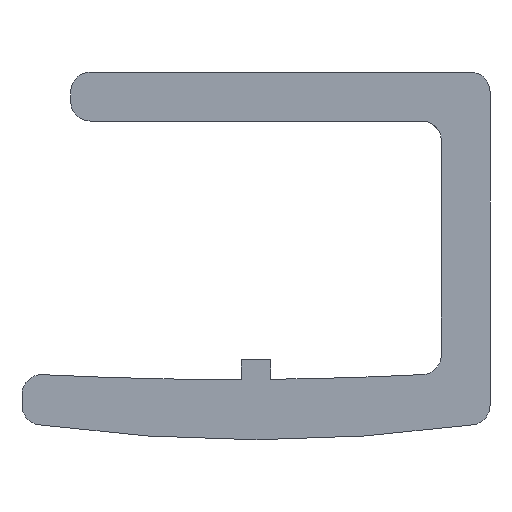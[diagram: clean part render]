
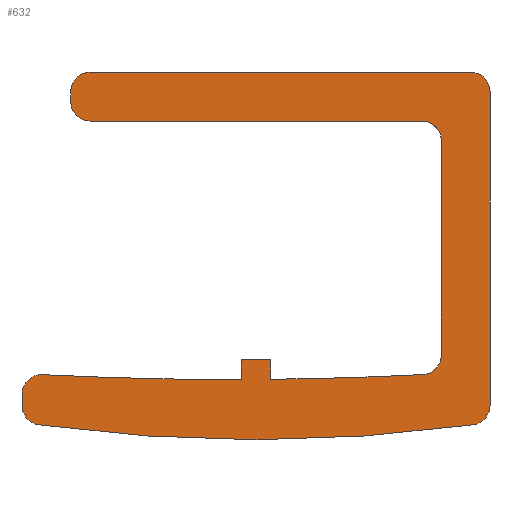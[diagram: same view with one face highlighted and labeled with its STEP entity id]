
A CAD part, front view. The second image highlights one B-rep face of the part: STEP entity #632.
In plain terms, the highlighted planar face has unit normal (0, -1, 0).
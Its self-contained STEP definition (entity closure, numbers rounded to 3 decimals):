
#58=FACE_OUTER_BOUND('',#89,.T.);
#89=EDGE_LOOP('',(#533,#534,#535,#536,#537,#538,#539,#540,#541,#542,#543,
#544,#545,#546,#547,#548,#549,#550,#551,#552));
#103=LINE('',#941,#160);
#109=LINE('',#953,#166);
#116=LINE('',#973,#173);
#121=LINE('',#982,#178);
#131=LINE('',#1026,#188);
#138=LINE('',#1045,#195);
#141=LINE('',#1057,#198);
#144=LINE('',#1061,#201);
#145=LINE('',#1064,#202);
#160=VECTOR('',#753,10.);
#166=VECTOR('',#763,10.);
#173=VECTOR('',#784,10.);
#178=VECTOR('',#793,10.);
#188=VECTOR('',#837,10.);
#195=VECTOR('',#860,10.);
#198=VECTOR('',#873,10.);
#201=VECTOR('',#878,10.);
#202=VECTOR('',#881,10.);
#212=CIRCLE('',#668,2.);
#214=CIRCLE('',#672,2.);
#215=CIRCLE('',#677,2.);
#226=CIRCLE('',#691,2.);
#227=CIRCLE('',#694,2.);
#228=CIRCLE('',#696,2.);
#229=CIRCLE('',#699,2.);
#230=CIRCLE('',#702,2.);
#231=CIRCLE('',#704,383.272);
#232=CIRCLE('',#709,383.272);
#233=CIRCLE('',#712,162.239);
#252=VERTEX_POINT('',#938);
#253=VERTEX_POINT('',#940);
#256=VERTEX_POINT('',#950);
#257=VERTEX_POINT('',#952);
#260=VERTEX_POINT('',#960);
#262=VERTEX_POINT('',#968);
#263=VERTEX_POINT('',#972);
#265=VERTEX_POINT('',#980);
#280=VERTEX_POINT('',#1019);
#281=VERTEX_POINT('',#1020);
#282=VERTEX_POINT('',#1025);
#283=VERTEX_POINT('',#1029);
#284=VERTEX_POINT('',#1033);
#285=VERTEX_POINT('',#1039);
#286=VERTEX_POINT('',#1043);
#287=VERTEX_POINT('',#1047);
#288=VERTEX_POINT('',#1051);
#289=VERTEX_POINT('',#1055);
#290=VERTEX_POINT('',#1056);
#291=VERTEX_POINT('',#1063);
#313=EDGE_CURVE('',#252,#253,#103,.T.);
#319=EDGE_CURVE('',#256,#257,#109,.T.);
#323=EDGE_CURVE('',#253,#260,#212,.T.);
#328=EDGE_CURVE('',#262,#256,#214,.T.);
#329=EDGE_CURVE('',#260,#263,#116,.T.);
#334=EDGE_CURVE('',#265,#262,#121,.T.);
#335=EDGE_CURVE('',#263,#265,#215,.T.);
#353=EDGE_CURVE('',#280,#281,#226,.T.);
#356=EDGE_CURVE('',#281,#282,#131,.T.);
#358=EDGE_CURVE('',#282,#283,#227,.T.);
#360=EDGE_CURVE('',#257,#284,#228,.T.);
#364=EDGE_CURVE('',#285,#252,#229,.T.);
#366=EDGE_CURVE('',#286,#285,#138,.T.);
#368=EDGE_CURVE('',#287,#286,#230,.T.);
#370=EDGE_CURVE('',#288,#287,#231,.T.);
#371=EDGE_CURVE('',#289,#290,#141,.T.);
#374=EDGE_CURVE('',#290,#288,#144,.T.);
#375=EDGE_CURVE('',#291,#289,#145,.T.);
#377=EDGE_CURVE('',#283,#291,#232,.T.);
#378=EDGE_CURVE('',#284,#280,#233,.T.);
#533=ORIENTED_EDGE('',*,*,#335,.F.);
#534=ORIENTED_EDGE('',*,*,#329,.F.);
#535=ORIENTED_EDGE('',*,*,#323,.F.);
#536=ORIENTED_EDGE('',*,*,#313,.F.);
#537=ORIENTED_EDGE('',*,*,#364,.F.);
#538=ORIENTED_EDGE('',*,*,#366,.F.);
#539=ORIENTED_EDGE('',*,*,#368,.F.);
#540=ORIENTED_EDGE('',*,*,#370,.F.);
#541=ORIENTED_EDGE('',*,*,#374,.F.);
#542=ORIENTED_EDGE('',*,*,#371,.F.);
#543=ORIENTED_EDGE('',*,*,#375,.F.);
#544=ORIENTED_EDGE('',*,*,#377,.F.);
#545=ORIENTED_EDGE('',*,*,#358,.F.);
#546=ORIENTED_EDGE('',*,*,#356,.F.);
#547=ORIENTED_EDGE('',*,*,#353,.F.);
#548=ORIENTED_EDGE('',*,*,#378,.F.);
#549=ORIENTED_EDGE('',*,*,#360,.F.);
#550=ORIENTED_EDGE('',*,*,#319,.F.);
#551=ORIENTED_EDGE('',*,*,#328,.F.);
#552=ORIENTED_EDGE('',*,*,#334,.F.);
#569=PLANE('',#713);
#632=ADVANCED_FACE('',(#58),#569,.T.);
#668=AXIS2_PLACEMENT_3D('',#961,#769,#770);
#672=AXIS2_PLACEMENT_3D('',#970,#780,#781);
#677=AXIS2_PLACEMENT_3D('',#984,#796,#797);
#691=AXIS2_PLACEMENT_3D('',#1021,#831,#832);
#694=AXIS2_PLACEMENT_3D('',#1030,#841,#842);
#696=AXIS2_PLACEMENT_3D('',#1034,#846,#847);
#699=AXIS2_PLACEMENT_3D('',#1041,#855,#856);
#702=AXIS2_PLACEMENT_3D('',#1049,#864,#865);
#704=AXIS2_PLACEMENT_3D('',#1053,#869,#870);
#709=AXIS2_PLACEMENT_3D('',#1067,#885,#886);
#712=AXIS2_PLACEMENT_3D('',#1070,#891,#892);
#713=AXIS2_PLACEMENT_3D('',#1071,#893,#894);
#753=DIRECTION('',(-1.,0.,0.));
#763=DIRECTION('',(0.,0.,-1.));
#769=DIRECTION('center_axis',(0.,1.,0.));
#770=DIRECTION('ref_axis',(-0.707,0.,-0.707));
#780=DIRECTION('center_axis',(0.,1.,0.));
#781=DIRECTION('ref_axis',(0.707,0.,0.707));
#784=DIRECTION('',(0.,0.,1.));
#793=DIRECTION('',(1.,0.,0.));
#796=DIRECTION('center_axis',(0.,1.,0.));
#797=DIRECTION('ref_axis',(-0.707,0.,0.707));
#831=DIRECTION('center_axis',(0.,1.,0.));
#832=DIRECTION('ref_axis',(-0.754,0.,-0.657));
#837=DIRECTION('',(0.,0.,1.));
#841=DIRECTION('center_axis',(0.,1.,0.));
#842=DIRECTION('ref_axis',(-0.689,0.,0.725));
#846=DIRECTION('center_axis',(0.,1.,0.));
#847=DIRECTION('ref_axis',(0.754,0.,-0.657));
#855=DIRECTION('center_axis',(0.,-1.,0.));
#856=DIRECTION('ref_axis',(0.707,0.,0.707));
#860=DIRECTION('',(0.,0.,1.));
#864=DIRECTION('center_axis',(0.,-1.,0.));
#865=DIRECTION('ref_axis',(0.725,0.,-0.689));
#869=DIRECTION('center_axis',(0.,-1.,0.));
#870=DIRECTION('ref_axis',(-0.056,0.,0.998));
#873=DIRECTION('',(1.,0.,0.));
#878=DIRECTION('',(0.,0.,-1.));
#881=DIRECTION('',(0.,0.,1.));
#885=DIRECTION('center_axis',(0.,-1.,0.));
#886=DIRECTION('ref_axis',(-0.056,0.,0.998));
#891=DIRECTION('center_axis',(0.,1.,0.));
#892=DIRECTION('ref_axis',(0.148,0.,-0.989));
#893=DIRECTION('center_axis',(0.,-1.,0.));
#894=DIRECTION('ref_axis',(0.,0.,-1.));
#938=CARTESIAN_POINT('',(17.,-5.,10.));
#940=CARTESIAN_POINT('',(-17.,-5.,10.));
#941=CARTESIAN_POINT('',(-9.5,-5.,10.));
#950=CARTESIAN_POINT('',(24.,-5.,13.));
#952=CARTESIAN_POINT('',(24.,-5.,-19.172));
#953=CARTESIAN_POINT('',(24.,-5.,-12.375));
#960=CARTESIAN_POINT('',(-19.,-5.,12.));
#961=CARTESIAN_POINT('Origin',(-17.,-5.,12.));
#968=CARTESIAN_POINT('',(22.,-5.,15.));
#970=CARTESIAN_POINT('Origin',(22.,-5.,13.));
#972=CARTESIAN_POINT('',(-19.,-5.,13.));
#973=CARTESIAN_POINT('',(-19.,-5.,5.578));
#980=CARTESIAN_POINT('',(-17.,-5.,15.));
#982=CARTESIAN_POINT('',(12.,-5.,15.));
#984=CARTESIAN_POINT('Origin',(-17.,-5.,13.));
#1019=CARTESIAN_POINT('',(-22.275,-5.,-21.153));
#1020=CARTESIAN_POINT('',(-24.,-5.,-19.172));
#1021=CARTESIAN_POINT('Origin',(-22.,-5.,-19.172));
#1025=CARTESIAN_POINT('',(-24.,-5.,-18.014));
#1026=CARTESIAN_POINT('',(-24.,-5.,-9.875));
#1029=CARTESIAN_POINT('',(-21.899,-5.,-16.017));
#1030=CARTESIAN_POINT('Origin',(-22.,-5.,-18.014));
#1033=CARTESIAN_POINT('',(22.275,-5.,-21.153));
#1034=CARTESIAN_POINT('Origin',(22.,-5.,-19.172));
#1039=CARTESIAN_POINT('',(19.,-5.,8.));
#1041=CARTESIAN_POINT('Origin',(17.,-5.,8.));
#1043=CARTESIAN_POINT('',(19.,-5.,-14.009));
#1045=CARTESIAN_POINT('',(19.,-5.,3.078));
#1047=CARTESIAN_POINT('',(17.102,-5.,-16.007));
#1049=CARTESIAN_POINT('Origin',(17.,-5.,-14.009));
#1051=CARTESIAN_POINT('',(1.5,-5.,-16.487));
#1053=CARTESIAN_POINT('Origin',(-2.5,-5.,366.764));
#1055=CARTESIAN_POINT('',(-1.5,-5.,-14.487));
#1056=CARTESIAN_POINT('',(1.5,-5.,-14.487));
#1057=CARTESIAN_POINT('',(0.75,-5.,-14.487));
#1061=CARTESIAN_POINT('',(1.5,-5.,-15.992));
#1063=CARTESIAN_POINT('',(-1.5,-5.,-16.507));
#1064=CARTESIAN_POINT('',(-1.5,-5.,-14.992));
#1067=CARTESIAN_POINT('Origin',(-2.5,-5.,366.764));
#1070=CARTESIAN_POINT('Origin',(0.,-5.,139.549));
#1071=CARTESIAN_POINT('Origin',(0.,-5.,-3.845));
